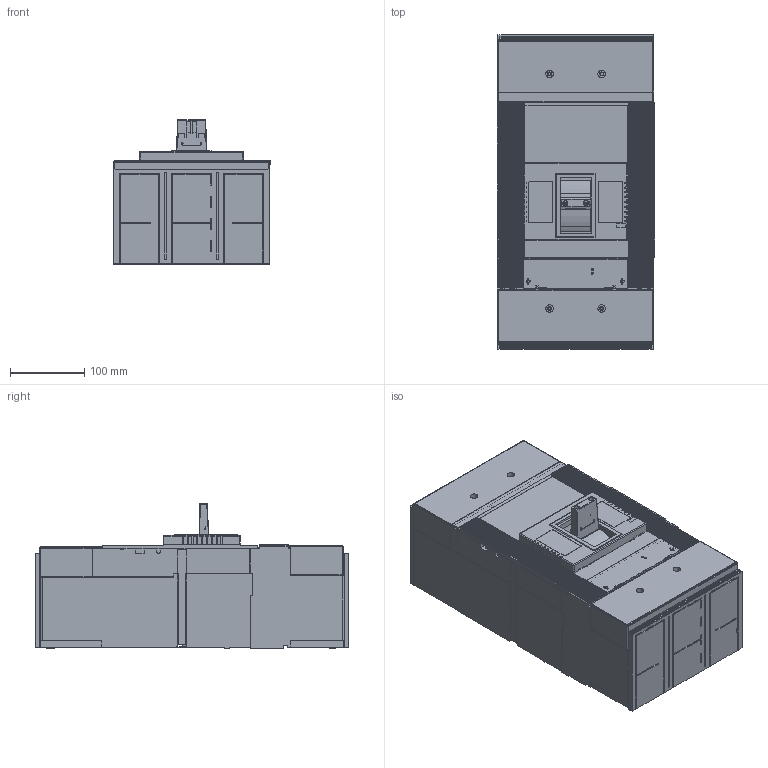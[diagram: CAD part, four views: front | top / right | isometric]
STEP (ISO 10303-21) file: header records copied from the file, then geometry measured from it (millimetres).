
FILE_DESCRIPTION (( 'STEP AP214' ), '1' );
FILE_NAME ('êîíåö.STEP', '2018-06-04T12:51:40', ( 'AutoBVT' ), ( 'Microsoft' ), 'SwSTEP 2.0', 'SolidWorks 2014', '' );
FILE_SCHEMA (( 'AUTOMOTIVE_DESIGN' ));
Length unit declared in the file: millimetre
Products named in the file (2): êîíåö
Bounding box: 211.1 x 421.85 x 194.19 mm (x, y, z)
Volume: 13241116.8 mm3; surface area: 1357038.5 mm2
Topology: 4 solids, 65 shells, 5779 faces, 17112 edges, 11277 vertices
Faces by surface type: plane 4970, cylinder 719, cone 31, sphere 31, bspline 20, torus 8
Full cylindrical faces by diameter (mm): 1.5 x4, 1.8 x2, 2 x6, 2.4 x6, 2.5 x2, 2.7 x2, 3.2 x1, 3.3 x3, 3.35 x2, 3.4 x2, 3.8 x2, 4 x12, 4.4 x6, 4.5 x2, 4.7 x2, 4.8 x2, 5 x6, 5.5 x6, 5.7 x2, 5.8 x2, 6 x14, 6.2 x6, 6.5 x6, 7.202 x1, 7.5 x2, 8.5 x2, 8.8 x2, 9 x10, 9.6 x2, 10 x10
Entity records: 251483 total; most frequent: CARTESIAN_POINT 35271, ORIENTED_EDGE 33546, DIRECTION 29542, EDGE_CURVE 16773, VECTOR 15038, LINE 15038, VERTEX_POINT 11167, AXIS2_PLACEMENT_3D 7252
